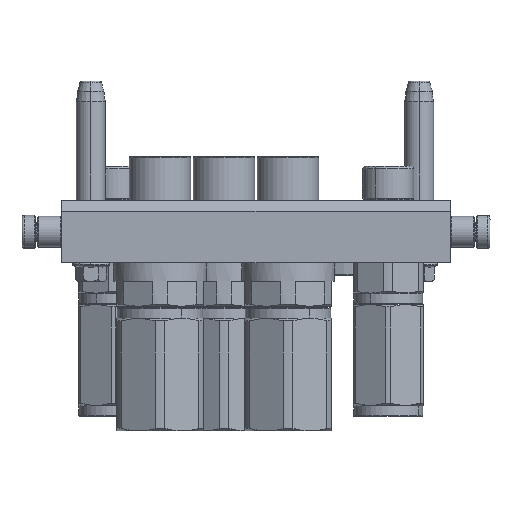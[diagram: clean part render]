
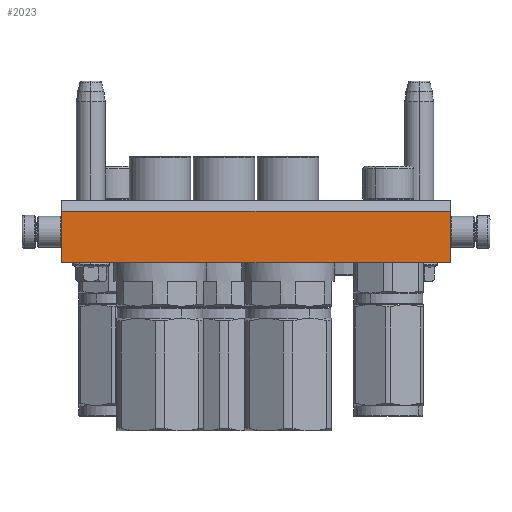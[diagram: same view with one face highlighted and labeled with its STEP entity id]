
A CAD part, left-side view. The second image highlights one B-rep face of the part: STEP entity #2023.
In plain terms, the highlighted face is planar.
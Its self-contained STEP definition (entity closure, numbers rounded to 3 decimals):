
#1296 = LINE ( 'NONE', #16874, #42683 ) ;
#1569 = EDGE_CURVE ( 'NONE', #37213, #20648, #33045, .T. ) ;
#2023 = ADVANCED_FACE ( 'NONE', ( #36326 ), #47129, .T. ) ;
#3419 = EDGE_CURVE ( 'NONE', #33765, #51395, #46184, .T. ) ;
#5013 = CARTESIAN_POINT ( 'NONE',  ( -94., 15., -45. ) ) ;
#10319 = DIRECTION ( 'NONE',  ( -1., 0., 0. ) ) ;
#11208 = LINE ( 'NONE', #17634, #38448 ) ;
#11543 = VECTOR ( 'NONE', #49429, 1000. ) ;
#12064 = EDGE_LOOP ( 'NONE', ( #16364, #33871, #26174, #55344 ) ) ;
#13318 = DIRECTION ( 'NONE',  ( -1., 0., 0. ) ) ;
#14297 = CARTESIAN_POINT ( 'NONE',  ( 94., 15., -45. ) ) ;
#16364 = ORIENTED_EDGE ( 'NONE', *, *, #43718, .T. ) ;
#16874 = CARTESIAN_POINT ( 'NONE',  ( 94., -10., -45. ) ) ;
#17403 = CARTESIAN_POINT ( 'NONE',  ( -94., -10., -45. ) ) ;
#17634 = CARTESIAN_POINT ( 'NONE',  ( -94., -10., -45. ) ) ;
#18203 = DIRECTION ( 'NONE',  ( 0., 1., 0. ) ) ;
#18709 = CARTESIAN_POINT ( 'NONE',  ( -94., -10., -45. ) ) ;
#19644 = EDGE_CURVE ( 'NONE', #51395, #37213, #1296, .T. ) ;
#20648 = VERTEX_POINT ( 'NONE', #5013 ) ;
#24187 = VECTOR ( 'NONE', #10319, 1000. ) ;
#26174 = ORIENTED_EDGE ( 'NONE', *, *, #19644, .F. ) ;
#29837 = DIRECTION ( 'NONE',  ( 0., 1., 0. ) ) ;
#30835 = DIRECTION ( 'NONE',  ( 0., 0., -1. ) ) ;
#33045 = LINE ( 'NONE', #14297, #24187 ) ;
#33765 = VERTEX_POINT ( 'NONE', #17403 ) ;
#33871 = ORIENTED_EDGE ( 'NONE', *, *, #1569, .F. ) ;
#36326 = FACE_OUTER_BOUND ( 'NONE', #12064, .T. ) ;
#37213 = VERTEX_POINT ( 'NONE', #46566 ) ;
#37319 = CARTESIAN_POINT ( 'NONE',  ( 94., -10., -45. ) ) ;
#38448 = VECTOR ( 'NONE', #18203, 1000. ) ;
#42683 = VECTOR ( 'NONE', #29837, 1000. ) ;
#43718 = EDGE_CURVE ( 'NONE', #33765, #20648, #11208, .T. ) ;
#46184 = LINE ( 'NONE', #18709, #11543 ) ;
#46566 = CARTESIAN_POINT ( 'NONE',  ( 94., 15., -45. ) ) ;
#47129 = PLANE ( 'NONE',  #49493 ) ;
#48220 = CARTESIAN_POINT ( 'NONE',  ( 94., -15., -45. ) ) ;
#49429 = DIRECTION ( 'NONE',  ( 1., 0., 0. ) ) ;
#49493 = AXIS2_PLACEMENT_3D ( 'NONE', #48220, #30835, #13318 ) ;
#51395 = VERTEX_POINT ( 'NONE', #37319 ) ;
#55344 = ORIENTED_EDGE ( 'NONE', *, *, #3419, .F. ) ;
